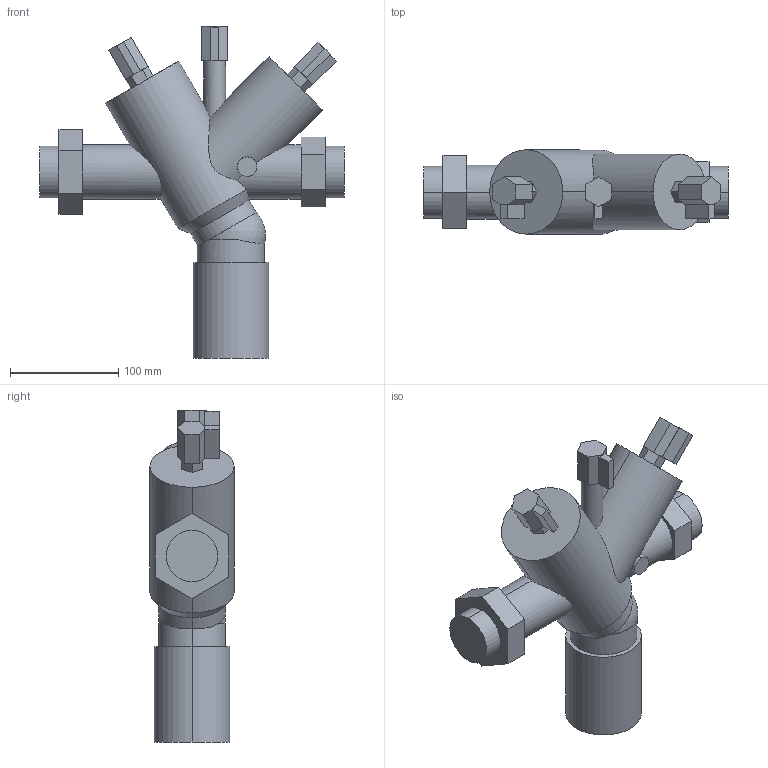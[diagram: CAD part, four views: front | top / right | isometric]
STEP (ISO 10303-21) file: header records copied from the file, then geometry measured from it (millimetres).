
FILE_DESCRIPTION(('no description'),'unknown implementation level');
FILE_NAME('VDI3805_BA295I-11_2A_3D.stp',' ',('pit-cup GmbH'),('ccLab - KiM Gmbh - www.kimweb.de'),'unknown preprocess','ACIS','unknown authorization');
FILE_SCHEMA(('automotive_design'));
Length unit declared in the file: millimetre
Products named in the file (4): 1; 2; 3; 4
Bounding box: 282 x 78 x 307 mm (x, y, z)
Volume: 1992757.1 mm3; surface area: 147794.2 mm2
Topology: 4 solids, 4 shells, 113 faces, 285 edges, 187 vertices
Faces by surface type: plane 85, cylinder 24, sphere 2, cone 2
Entity records: 11499 total; most frequent: CARTESIAN_POINT 5435, STYLED_ITEM 589, PRESENTATION_STYLE_ASSIGNMENT 589, COLOUR_RGB 589, ORIENTED_EDGE 570, DIRECTION 537, EDGE_CURVE 285, CURVE_STYLE 285
